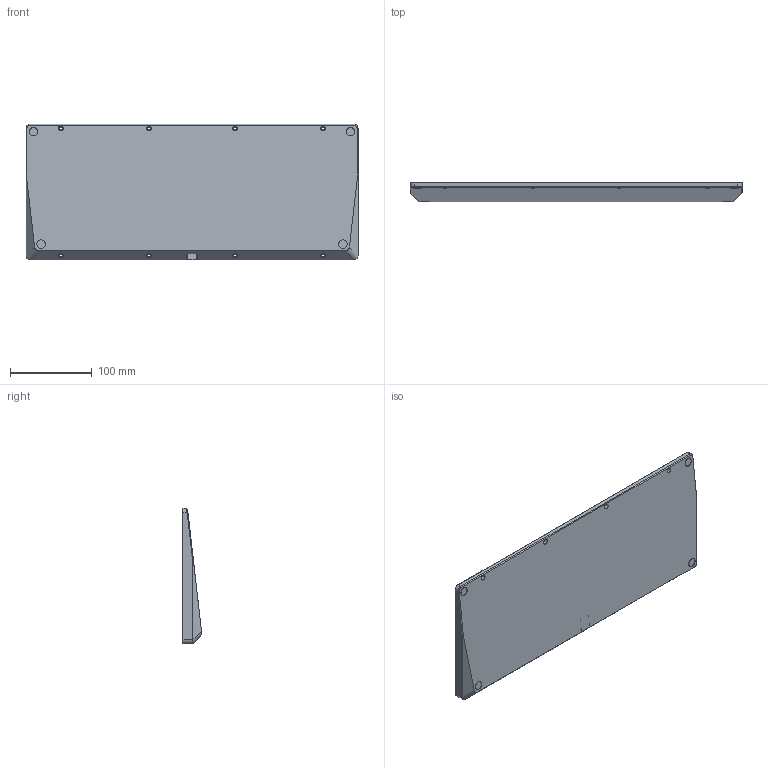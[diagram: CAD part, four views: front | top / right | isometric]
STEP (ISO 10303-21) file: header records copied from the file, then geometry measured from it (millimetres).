
FILE_DESCRIPTION(/* description */ (''),/* implementation_level */ '2;1');
FILE_NAME(/* name */ 'Boston-bottom-alternate (3d print) v26.step',/* time_stamp */ '2023-01-02T19:10:56+01:00',/* author */ (''),/* organization */ (''),/* preprocessor_version */ 'ST-DEVELOPER v19.2',/* originating_system */ 'Autodesk Translation Framework v11.17.0.187',/* authorisation */ '');
FILE_SCHEMA (('AUTOMOTIVE_DESIGN { 1 0 10303 214 3 1 1 }'));
Length unit declared in the file: millimetre
Products named in the file (1): Boston-bottom-alternate (3d print)
Bounding box: 405 x 24.05 x 165 mm (x, y, z)
Volume: 228709.7 mm3; surface area: 163349.7 mm2
Topology: 1 solids, 1 shells, 170 faces, 411 edges, 264 vertices
Faces by surface type: plane 90, cylinder 60, cone 16, bspline 4
Full cylindrical faces by diameter (mm): 1.9 x4, 3.4 x8, 5.9 x2, 6 x8, 10.5 x4
Entity records: 5116 total; most frequent: CARTESIAN_POINT 1000, DIRECTION 865, ORIENTED_EDGE 822, EDGE_CURVE 411, AXIS2_PLACEMENT_3D 305, VERTEX_POINT 264, LINE 255, VECTOR 255
